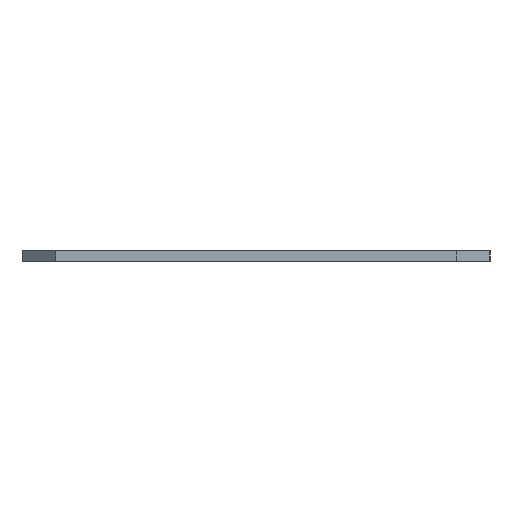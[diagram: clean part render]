
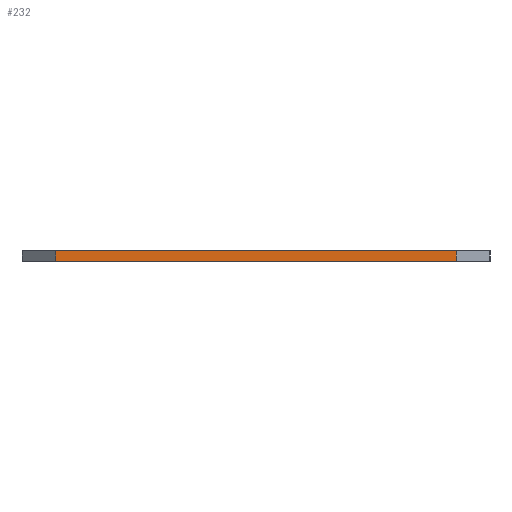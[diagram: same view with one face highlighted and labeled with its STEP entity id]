
A CAD part, left-side view. The second image highlights one B-rep face of the part: STEP entity #232.
In plain terms, the highlighted planar face has unit normal (-1, 0, 0).
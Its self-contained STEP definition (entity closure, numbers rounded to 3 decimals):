
#38 = CARTESIAN_POINT ( 'NONE',  ( -163.639, 69.74, 2. ) ) ;
#47 = AXIS2_PLACEMENT_3D ( 'NONE', #845, #401, #379 ) ;
#107 = CARTESIAN_POINT ( 'NONE',  ( -163.639, 69.74, 0. ) ) ;
#108 = VERTEX_POINT ( 'NONE', #1181 ) ;
#147 = CARTESIAN_POINT ( 'NONE',  ( -163.639, 69.74, 0. ) ) ;
#157 = DIRECTION ( 'NONE',  ( 0., -1., 0. ) ) ;
#188 = ORIENTED_EDGE ( 'NONE', *, *, #1100, .T. ) ;
#209 = VERTEX_POINT ( 'NONE', #449 ) ;
#232 = ADVANCED_FACE ( 'NONE', ( #691 ), #340, .F. ) ;
#287 = LINE ( 'NONE', #147, #569 ) ;
#310 = DIRECTION ( 'NONE',  ( 0., 0., -1. ) ) ;
#340 = PLANE ( 'NONE',  #47 ) ;
#346 = VERTEX_POINT ( 'NONE', #1209 ) ;
#379 = DIRECTION ( 'NONE',  ( 0., 1., 0. ) ) ;
#401 = DIRECTION ( 'NONE',  ( 1., 0., 0. ) ) ;
#403 = ORIENTED_EDGE ( 'NONE', *, *, #517, .F. ) ;
#449 = CARTESIAN_POINT ( 'NONE',  ( -163.639, -3.36, 2. ) ) ;
#479 = DIRECTION ( 'NONE',  ( 0., 0., -1. ) ) ;
#517 = EDGE_CURVE ( 'NONE', #209, #346, #1075, .T. ) ;
#543 = LINE ( 'NONE', #1026, #1559 ) ;
#569 = VECTOR ( 'NONE', #157, 1000. ) ;
#571 = VECTOR ( 'NONE', #310, 1000. ) ;
#625 = ORIENTED_EDGE ( 'NONE', *, *, #927, .F. ) ;
#674 = VECTOR ( 'NONE', #479, 1000. ) ;
#691 = FACE_OUTER_BOUND ( 'NONE', #1419, .T. ) ;
#845 = CARTESIAN_POINT ( 'NONE',  ( -163.639, 69.74, 2. ) ) ;
#875 = EDGE_CURVE ( 'NONE', #1297, #346, #287, .T. ) ;
#927 = EDGE_CURVE ( 'NONE', #108, #209, #543, .T. ) ;
#948 = CARTESIAN_POINT ( 'NONE',  ( -163.639, -3.36, 2. ) ) ;
#1026 = CARTESIAN_POINT ( 'NONE',  ( -163.639, 69.74, 2. ) ) ;
#1075 = LINE ( 'NONE', #948, #674 ) ;
#1100 = EDGE_CURVE ( 'NONE', #108, #1297, #1227, .T. ) ;
#1181 = CARTESIAN_POINT ( 'NONE',  ( -163.639, 69.74, 2. ) ) ;
#1209 = CARTESIAN_POINT ( 'NONE',  ( -163.639, -3.36, 0. ) ) ;
#1227 = LINE ( 'NONE', #38, #571 ) ;
#1261 = ORIENTED_EDGE ( 'NONE', *, *, #875, .T. ) ;
#1297 = VERTEX_POINT ( 'NONE', #107 ) ;
#1419 = EDGE_LOOP ( 'NONE', ( #1261, #403, #625, #188 ) ) ;
#1509 = DIRECTION ( 'NONE',  ( 0., -1., 0. ) ) ;
#1559 = VECTOR ( 'NONE', #1509, 1000. ) ;
